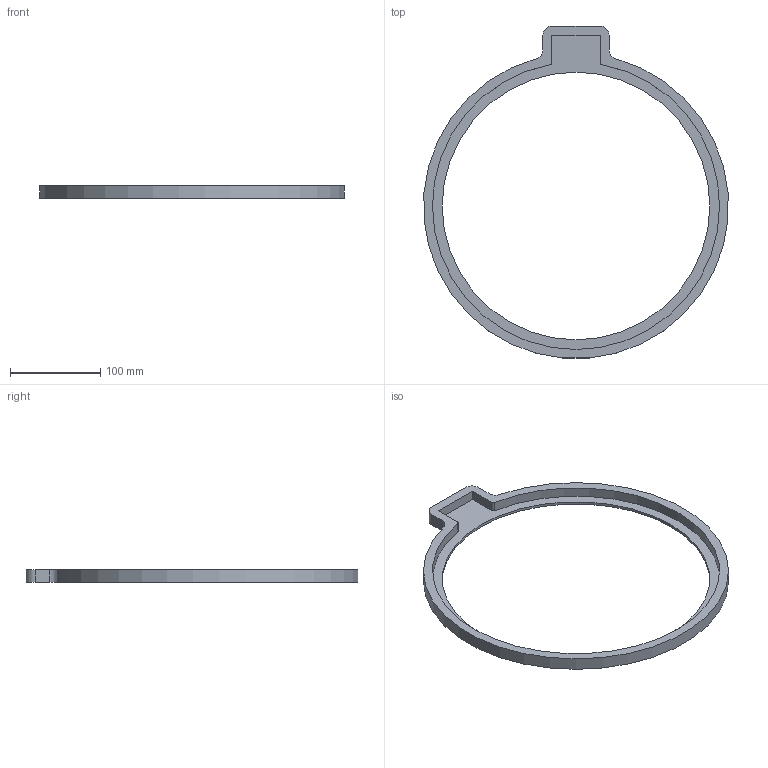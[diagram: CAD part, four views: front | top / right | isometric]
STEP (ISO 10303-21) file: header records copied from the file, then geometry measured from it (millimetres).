
FILE_DESCRIPTION(/* description */ (''),/* implementation_level */ '2;1');
FILE_NAME(/* name */ 'Wall Clock CNC.stp',/* time_stamp */ '2021-06-06T19:16:04+02:00',/* author */ ('user'),/* organization */ (''),/* preprocessor_version */ 'ST-DEVELOPER v18',/* originating_system */ 'Autodesk Inventor 2020',/* authorisation */ '');
FILE_SCHEMA (('AUTOMOTIVE_DESIGN { 1 0 10303 214 3 1 1 }'));
Length unit declared in the file: millimetre
Products named in the file (1): Wall Clock CNC 2
Bounding box: 337.2 x 368.21 x 14.2 mm (x, y, z)
Volume: 191986.9 mm3; surface area: 76726.7 mm2
Topology: 1 solids, 1 shells, 18 faces, 45 edges, 30 vertices
Faces by surface type: cylinder 9, plane 9
Full cylindrical faces by diameter (mm): 296.855 x1
Entity records: 599 total; most frequent: DIRECTION 101, CARTESIAN_POINT 94, ORIENTED_EDGE 90, EDGE_CURVE 45, AXIS2_PLACEMENT_3D 37, VERTEX_POINT 30, LINE 27, VECTOR 27
